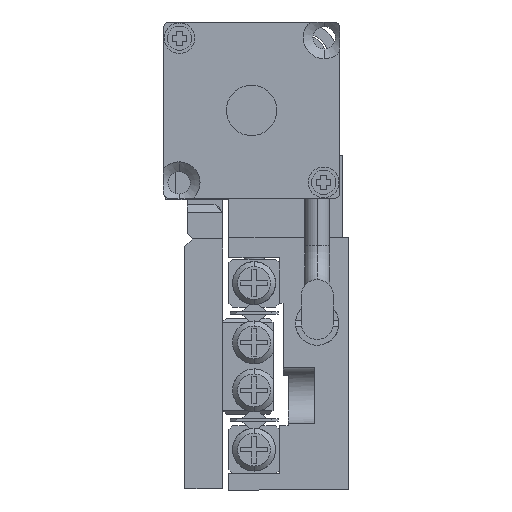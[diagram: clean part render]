
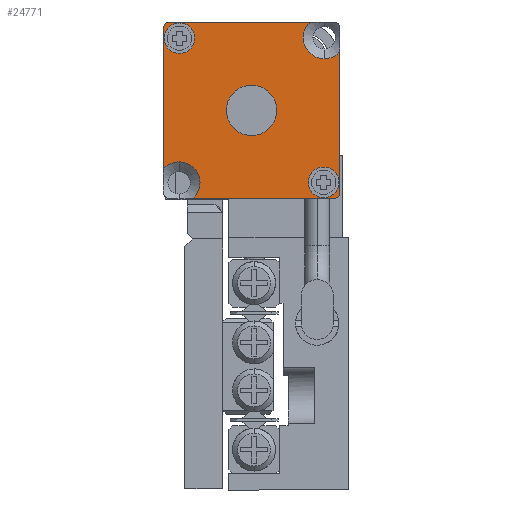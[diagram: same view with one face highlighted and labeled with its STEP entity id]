
A CAD part, left-side view. The second image highlights one B-rep face of the part: STEP entity #24771.
In plain terms, the highlighted face is planar.
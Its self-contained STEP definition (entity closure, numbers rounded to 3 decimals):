
#20 = CARTESIAN_POINT ( 'NONE',  ( 0., -14., 30. ) ) ;
#88 = CARTESIAN_POINT ( 'NONE',  ( 12.714, -1.286, 30. ) ) ;
#256 = EDGE_CURVE ( 'NONE', #20901, #26569, #16378, .T. ) ;
#266 = CARTESIAN_POINT ( 'NONE',  ( 11.501, -1.286, 30. ) ) ;
#522 = VECTOR ( 'NONE', #7863, 1000. ) ;
#601 = CARTESIAN_POINT ( 'NONE',  ( 13.5, 0., 30. ) ) ;
#611 = EDGE_CURVE ( 'NONE', #14699, #4255, #8977, .T. ) ;
#974 = AXIS2_PLACEMENT_3D ( 'NONE', #18236, #11523, #11649 ) ;
#1296 = DIRECTION ( 'NONE',  ( 0., 0., 1. ) ) ;
#1313 = EDGE_CURVE ( 'NONE', #4255, #24351, #25304, .T. ) ;
#1421 = LINE ( 'NONE', #21381, #24279 ) ;
#1974 = DIRECTION ( 'NONE',  ( 1., 0., 0. ) ) ;
#2123 = ORIENTED_EDGE ( 'NONE', *, *, #1313, .T. ) ;
#2519 = CARTESIAN_POINT ( 'NONE',  ( 9., -7., 30. ) ) ;
#2802 = CARTESIAN_POINT ( 'NONE',  ( 12.714, -1.286, 30. ) ) ;
#2845 = ORIENTED_EDGE ( 'NONE', *, *, #256, .T. ) ;
#2946 = DIRECTION ( 'NONE',  ( 0., 0., 1. ) ) ;
#2947 = CARTESIAN_POINT ( 'NONE',  ( 13.927, -1.286, 30. ) ) ;
#3036 = VERTEX_POINT ( 'NONE', #266 ) ;
#3404 = CARTESIAN_POINT ( 'NONE',  ( 0., -13.5, 30. ) ) ;
#4145 = AXIS2_PLACEMENT_3D ( 'NONE', #5176, #20953, #4757 ) ;
#4255 = VERTEX_POINT ( 'NONE', #3404 ) ;
#4283 = EDGE_CURVE ( 'NONE', #26569, #13529, #14713, .T. ) ;
#4427 = AXIS2_PLACEMENT_3D ( 'NONE', #12830, #26404, #1974 ) ;
#4465 = FACE_BOUND ( 'NONE', #19652, .T. ) ;
#4757 = DIRECTION ( 'NONE',  ( 1., 0., 0. ) ) ;
#4863 = DIRECTION ( 'NONE',  ( 0., 0., 1. ) ) ;
#5038 = DIRECTION ( 'NONE',  ( 0., 0., 1. ) ) ;
#5065 = CARTESIAN_POINT ( 'NONE',  ( 14., 0., 30. ) ) ;
#5176 = CARTESIAN_POINT ( 'NONE',  ( 7., -7., 30. ) ) ;
#5181 = CARTESIAN_POINT ( 'NONE',  ( 1.25, -1.25, 30. ) ) ;
#5334 = AXIS2_PLACEMENT_3D ( 'NONE', #23366, #20405, #22936 ) ;
#5407 = ORIENTED_EDGE ( 'NONE', *, *, #4283, .T. ) ;
#5638 = DIRECTION ( 'NONE',  ( 1., 0., 0. ) ) ;
#5649 = VECTOR ( 'NONE', #11319, 1000. ) ;
#5781 = DIRECTION ( 'NONE',  ( 1., 0., 0. ) ) ;
#5899 = CIRCLE ( 'NONE', #4427, 2. ) ;
#6106 = VERTEX_POINT ( 'NONE', #9339 ) ;
#6203 = EDGE_CURVE ( 'NONE', #14699, #22309, #23617, .T. ) ;
#6269 = VERTEX_POINT ( 'NONE', #7540 ) ;
#6283 = ORIENTED_EDGE ( 'NONE', *, *, #17697, .T. ) ;
#7119 = DIRECTION ( 'NONE',  ( 1., 0., 0. ) ) ;
#7540 = CARTESIAN_POINT ( 'NONE',  ( 5., -7., 30. ) ) ;
#7796 = CIRCLE ( 'NONE', #17327, 1.213 ) ;
#7837 = ORIENTED_EDGE ( 'NONE', *, *, #25083, .F. ) ;
#7842 = DIRECTION ( 'NONE',  ( 0., 0., -1. ) ) ;
#7863 = DIRECTION ( 'NONE',  ( 0., 1., 0. ) ) ;
#8048 = EDGE_LOOP ( 'NONE', ( #14959, #19464 ) ) ;
#8322 = CARTESIAN_POINT ( 'NONE',  ( 0.073, -12.714, 30. ) ) ;
#8444 = ORIENTED_EDGE ( 'NONE', *, *, #12585, .F. ) ;
#8469 = VERTEX_POINT ( 'NONE', #8542 ) ;
#8542 = CARTESIAN_POINT ( 'NONE',  ( 2.499, -12.714, 30. ) ) ;
#8749 = VERTEX_POINT ( 'NONE', #8322 ) ;
#8753 = DIRECTION ( 'NONE',  ( 0., 0., 1. ) ) ;
#8934 = EDGE_CURVE ( 'NONE', #3036, #11851, #12138, .T. ) ;
#8977 = LINE ( 'NONE', #10898, #28607 ) ;
#9339 = CARTESIAN_POINT ( 'NONE',  ( 11.086, -12.75, 30. ) ) ;
#9366 = AXIS2_PLACEMENT_3D ( 'NONE', #17235, #2946, #11999 ) ;
#9868 = EDGE_CURVE ( 'NONE', #22309, #12136, #28567, .T. ) ;
#10053 = DIRECTION ( 'NONE',  ( -1., 0., 0. ) ) ;
#10765 = EDGE_LOOP ( 'NONE', ( #8444, #17257 ) ) ;
#10898 = CARTESIAN_POINT ( 'NONE',  ( 0., 0., 30. ) ) ;
#10900 = EDGE_CURVE ( 'NONE', #13529, #12136, #1421, .T. ) ;
#11319 = DIRECTION ( 'NONE',  ( 1., 0., 0. ) ) ;
#11441 = EDGE_CURVE ( 'NONE', #15059, #6269, #5899, .T. ) ;
#11523 = DIRECTION ( 'NONE',  ( 0., 0., 1. ) ) ;
#11649 = DIRECTION ( 'NONE',  ( 1., 0., 0. ) ) ;
#11851 = VERTEX_POINT ( 'NONE', #2947 ) ;
#11854 = DIRECTION ( 'NONE',  ( 0., 0., 1. ) ) ;
#11999 = DIRECTION ( 'NONE',  ( 1., 0., 0. ) ) ;
#12136 = VERTEX_POINT ( 'NONE', #20661 ) ;
#12138 = CIRCLE ( 'NONE', #15966, 1.213 ) ;
#12425 = CARTESIAN_POINT ( 'NONE',  ( 14., -0.5, 30. ) ) ;
#12585 = EDGE_CURVE ( 'NONE', #11851, #3036, #7796, .T. ) ;
#12830 = CARTESIAN_POINT ( 'NONE',  ( 7., -7., 30. ) ) ;
#12921 = DIRECTION ( 'NONE',  ( 1., 0., 0. ) ) ;
#13054 = FACE_BOUND ( 'NONE', #8048, .T. ) ;
#13273 = AXIS2_PLACEMENT_3D ( 'NONE', #16619, #23033, #16338 ) ;
#13366 = CIRCLE ( 'NONE', #28143, 1.664 ) ;
#13529 = VERTEX_POINT ( 'NONE', #601 ) ;
#13879 = CARTESIAN_POINT ( 'NONE',  ( 11.652, -14., 30. ) ) ;
#14316 = ORIENTED_EDGE ( 'NONE', *, *, #9868, .F. ) ;
#14363 = AXIS2_PLACEMENT_3D ( 'NONE', #19176, #7842, #5638 ) ;
#14536 = CARTESIAN_POINT ( 'NONE',  ( 14., -11.652, 30. ) ) ;
#14699 = VERTEX_POINT ( 'NONE', #18328 ) ;
#14713 = CIRCLE ( 'NONE', #14737, 0.5 ) ;
#14737 = AXIS2_PLACEMENT_3D ( 'NONE', #21252, #1296, #5781 ) ;
#14959 = ORIENTED_EDGE ( 'NONE', *, *, #22222, .T. ) ;
#15059 = VERTEX_POINT ( 'NONE', #2519 ) ;
#15231 = CARTESIAN_POINT ( 'NONE',  ( 0.5, -14., 30. ) ) ;
#15365 = CARTESIAN_POINT ( 'NONE',  ( 12.75, -12.75, 30. ) ) ;
#15473 = ORIENTED_EDGE ( 'NONE', *, *, #10900, .T. ) ;
#15949 = LINE ( 'NONE', #20, #5649 ) ;
#15966 = AXIS2_PLACEMENT_3D ( 'NONE', #2802, #5038, #7119 ) ;
#16008 = DIRECTION ( 'NONE',  ( 1., 0., 0. ) ) ;
#16338 = DIRECTION ( 'NONE',  ( 1., 0., 0. ) ) ;
#16378 = LINE ( 'NONE', #5065, #522 ) ;
#16619 = CARTESIAN_POINT ( 'NONE',  ( 1.286, -12.714, 30. ) ) ;
#17235 = CARTESIAN_POINT ( 'NONE',  ( 12.75, -12.75, 30. ) ) ;
#17257 = ORIENTED_EDGE ( 'NONE', *, *, #8934, .F. ) ;
#17327 = AXIS2_PLACEMENT_3D ( 'NONE', #88, #4863, #16008 ) ;
#17458 = DIRECTION ( 'NONE',  ( 1., 0., 0. ) ) ;
#17697 = EDGE_CURVE ( 'NONE', #24351, #24486, #15949, .T. ) ;
#17775 = DIRECTION ( 'NONE',  ( 0., -1., 0. ) ) ;
#18236 = CARTESIAN_POINT ( 'NONE',  ( 1.25, -1.25, 30. ) ) ;
#18328 = CARTESIAN_POINT ( 'NONE',  ( 0., -2.348, 30. ) ) ;
#19176 = CARTESIAN_POINT ( 'NONE',  ( 1.286, -12.714, 30. ) ) ;
#19464 = ORIENTED_EDGE ( 'NONE', *, *, #28382, .T. ) ;
#19475 = ORIENTED_EDGE ( 'NONE', *, *, #11441, .F. ) ;
#19652 = EDGE_LOOP ( 'NONE', ( #20383, #19475 ) ) ;
#20284 = AXIS2_PLACEMENT_3D ( 'NONE', #24848, #8753, #12921 ) ;
#20310 = CIRCLE ( 'NONE', #4145, 2. ) ;
#20383 = ORIENTED_EDGE ( 'NONE', *, *, #24967, .F. ) ;
#20405 = DIRECTION ( 'NONE',  ( 0., 0., 1. ) ) ;
#20661 = CARTESIAN_POINT ( 'NONE',  ( 2.348, 0., 30. ) ) ;
#20901 = VERTEX_POINT ( 'NONE', #14536 ) ;
#20953 = DIRECTION ( 'NONE',  ( 0., 0., 1. ) ) ;
#21086 = ORIENTED_EDGE ( 'NONE', *, *, #6203, .F. ) ;
#21242 = AXIS2_PLACEMENT_3D ( 'NONE', #5181, #11854, #23335 ) ;
#21252 = CARTESIAN_POINT ( 'NONE',  ( 13.5, -0.5, 30. ) ) ;
#21260 = CIRCLE ( 'NONE', #9366, 1.664 ) ;
#21381 = CARTESIAN_POINT ( 'NONE',  ( 0., 0., 30. ) ) ;
#21453 = EDGE_CURVE ( 'NONE', #20901, #6106, #13366, .T. ) ;
#22222 = EDGE_CURVE ( 'NONE', #8469, #8749, #28674, .T. ) ;
#22309 = VERTEX_POINT ( 'NONE', #26776 ) ;
#22377 = EDGE_LOOP ( 'NONE', ( #21086, #24792, #2123, #6283, #7837, #26622, #2845, #5407, #15473, #14316 ) ) ;
#22470 = FACE_OUTER_BOUND ( 'NONE', #22377, .T. ) ;
#22936 = DIRECTION ( 'NONE',  ( 1., 0., 0. ) ) ;
#23033 = DIRECTION ( 'NONE',  ( 0., 0., -1. ) ) ;
#23335 = DIRECTION ( 'NONE',  ( 1., 0., 0. ) ) ;
#23366 = CARTESIAN_POINT ( 'NONE',  ( 0.5, -13.5, 30. ) ) ;
#23617 = CIRCLE ( 'NONE', #21242, 1.664 ) ;
#24151 = DIRECTION ( 'NONE',  ( 0., 0., 1. ) ) ;
#24279 = VECTOR ( 'NONE', #10053, 1000. ) ;
#24351 = VERTEX_POINT ( 'NONE', #15231 ) ;
#24389 = PLANE ( 'NONE',  #20284 ) ;
#24486 = VERTEX_POINT ( 'NONE', #13879 ) ;
#24529 = FACE_BOUND ( 'NONE', #10765, .T. ) ;
#24695 = CIRCLE ( 'NONE', #13273, 1.213 ) ;
#24771 = ADVANCED_FACE ( 'NONE', ( #24529, #22470, #4465, #13054 ), #24389, .T. ) ;
#24792 = ORIENTED_EDGE ( 'NONE', *, *, #611, .T. ) ;
#24848 = CARTESIAN_POINT ( 'NONE',  ( 0., 0., 30. ) ) ;
#24967 = EDGE_CURVE ( 'NONE', #6269, #15059, #20310, .T. ) ;
#25083 = EDGE_CURVE ( 'NONE', #6106, #24486, #21260, .T. ) ;
#25304 = CIRCLE ( 'NONE', #5334, 0.5 ) ;
#26404 = DIRECTION ( 'NONE',  ( 0., 0., 1. ) ) ;
#26569 = VERTEX_POINT ( 'NONE', #12425 ) ;
#26622 = ORIENTED_EDGE ( 'NONE', *, *, #21453, .F. ) ;
#26776 = CARTESIAN_POINT ( 'NONE',  ( 2.914, -1.25, 30. ) ) ;
#28143 = AXIS2_PLACEMENT_3D ( 'NONE', #15365, #24151, #17458 ) ;
#28382 = EDGE_CURVE ( 'NONE', #8749, #8469, #24695, .T. ) ;
#28567 = CIRCLE ( 'NONE', #974, 1.664 ) ;
#28607 = VECTOR ( 'NONE', #17775, 1000. ) ;
#28674 = CIRCLE ( 'NONE', #14363, 1.213 ) ;
